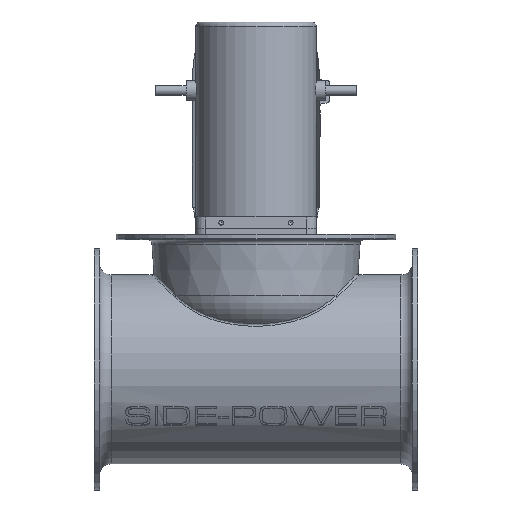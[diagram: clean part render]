
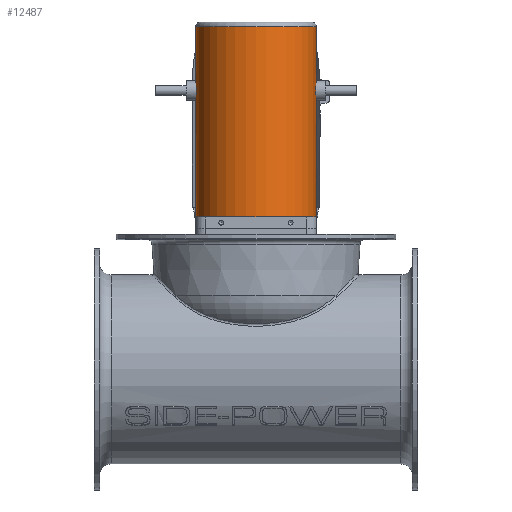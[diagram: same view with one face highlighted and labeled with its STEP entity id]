
A CAD part, left-side view. The second image highlights one B-rep face of the part: STEP entity #12487.
In plain terms, the highlighted cylindrical face has radius 62.5 mm (diameter 125 mm), a full revolution.
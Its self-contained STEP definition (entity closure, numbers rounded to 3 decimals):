
#127=CYLINDRICAL_SURFACE('',#13241,62.5);
#2020=FACE_BOUND('',#4349,.T.);
#2021=FACE_BOUND('',#4350,.T.);
#2022=FACE_BOUND('',#4351,.T.);
#2748=B_SPLINE_CURVE_WITH_KNOTS('',3,(#35155,#35156,#35157,#35158,#35159,
#35160,#35161,#35162,#35163,#35164,#35165,#35166,#35167,#35168,#35169,#35170,
#35171,#35172,#35173,#35174,#35175,#35176,#35177,#35178,#35179,#35180,#35181,
#35182,#35183,#35184,#35185,#35186,#35187,#35188),.UNSPECIFIED.,.T.,.F.,
(4,2,2,2,2,2,2,2,2,2,2,2,2,2,2,2,4),(0.,0.377,0.755,
1.132,1.51,1.887,2.264,2.642,
3.019,3.396,3.774,4.151,4.529,
4.906,5.283,5.661,6.038),
 .UNSPECIFIED.);
#2749=B_SPLINE_CURVE_WITH_KNOTS('',3,(#35193,#35194,#35195,#35196,#35197,
#35198,#35199,#35200,#35201,#35202,#35203,#35204,#35205,#35206,#35207,#35208,
#35209,#35210,#35211,#35212,#35213,#35214,#35215,#35216,#35217,#35218,#35219,
#35220,#35221,#35222,#35223,#35224,#35225,#35226),.UNSPECIFIED.,.T.,.F.,
(4,2,2,2,2,2,2,2,2,2,2,2,2,2,2,2,4),(0.,0.377,0.755,
1.132,1.51,1.887,2.264,2.642,
3.019,3.396,3.774,4.151,4.529,
4.906,5.283,5.661,6.038),
 .UNSPECIFIED.);
#3494=FACE_OUTER_BOUND('',#4348,.T.);
#4348=EDGE_LOOP('',(#10776,#10777,#10778,#10779));
#4349=EDGE_LOOP('',(#10780));
#4350=EDGE_LOOP('',(#10781));
#4351=EDGE_LOOP('',(#10782));
#4698=CIRCLE('',#13223,62.5);
#4700=CIRCLE('',#13228,62.5);
#4702=CIRCLE('',#13232,62.5);
#4704=CIRCLE('',#13237,62.5);
#4706=CIRCLE('',#13240,62.5);
#5732=VERTEX_POINT('',#35154);
#5734=VERTEX_POINT('',#35192);
#5771=VERTEX_POINT('',#35458);
#5773=VERTEX_POINT('',#35464);
#5775=VERTEX_POINT('',#35472);
#5779=VERTEX_POINT('',#35486);
#5782=VERTEX_POINT('',#35501);
#7403=EDGE_CURVE('',#5732,#5732,#2748,.T.);
#7405=EDGE_CURVE('',#5734,#5734,#2749,.T.);
#7447=EDGE_CURVE('',#5771,#5773,#4698,.T.);
#7453=EDGE_CURVE('',#5775,#5771,#4700,.T.);
#7458=EDGE_CURVE('',#5773,#5779,#4702,.T.);
#7463=EDGE_CURVE('',#5779,#5775,#4704,.T.);
#7465=EDGE_CURVE('',#5782,#5782,#4706,.T.);
#10776=ORIENTED_EDGE('',*,*,#7453,.T.);
#10777=ORIENTED_EDGE('',*,*,#7447,.T.);
#10778=ORIENTED_EDGE('',*,*,#7458,.T.);
#10779=ORIENTED_EDGE('',*,*,#7463,.T.);
#10780=ORIENTED_EDGE('',*,*,#7405,.T.);
#10781=ORIENTED_EDGE('',*,*,#7403,.T.);
#10782=ORIENTED_EDGE('',*,*,#7465,.F.);
#12487=ADVANCED_FACE('',(#3494,#2020,#2021,#2022),#127,.T.);
#13223=AXIS2_PLACEMENT_3D('',#35466,#15188,#15189);
#13228=AXIS2_PLACEMENT_3D('',#35478,#15202,#15203);
#13232=AXIS2_PLACEMENT_3D('',#35488,#15213,#15214);
#13237=AXIS2_PLACEMENT_3D('',#35497,#15226,#15227);
#13240=AXIS2_PLACEMENT_3D('',#35502,#15232,#15233);
#13241=AXIS2_PLACEMENT_3D('',#35503,#15234,#15235);
#15188=DIRECTION('center_axis',(0.,0.,
1.));
#15189=DIRECTION('ref_axis',(0.,1.,0.));
#15202=DIRECTION('center_axis',(0.,0.,
1.));
#15203=DIRECTION('ref_axis',(0.,1.,0.));
#15213=DIRECTION('center_axis',(0.,0.,
1.));
#15214=DIRECTION('ref_axis',(0.,1.,0.));
#15226=DIRECTION('center_axis',(0.,0.,
1.));
#15227=DIRECTION('ref_axis',(0.,1.,0.));
#15232=DIRECTION('center_axis',(0.,0.,
1.));
#15233=DIRECTION('ref_axis',(0.,1.,0.));
#15234=DIRECTION('center_axis',(0.,0.,
1.));
#15235=DIRECTION('ref_axis',(0.,1.,0.));
#35154=CARTESIAN_POINT('',(222.322,429.457,342.821));
#35155=CARTESIAN_POINT('Ctrl Pts',(222.322,429.457,342.821));
#35156=CARTESIAN_POINT('Ctrl Pts',(222.322,429.457,344.079));
#35157=CARTESIAN_POINT('Ctrl Pts',(222.07,429.499,345.42));
#35158=CARTESIAN_POINT('Ctrl Pts',(221.049,429.652,347.883));
#35159=CARTESIAN_POINT('Ctrl Pts',(220.28,429.76,349.006));
#35160=CARTESIAN_POINT('Ctrl Pts',(218.506,429.962,350.779));
#35161=CARTESIAN_POINT('Ctrl Pts',(217.383,430.069,351.548));
#35162=CARTESIAN_POINT('Ctrl Pts',(214.92,430.22,352.569));
#35163=CARTESIAN_POINT('Ctrl Pts',(213.58,430.262,352.821));
#35164=CARTESIAN_POINT('Ctrl Pts',(211.064,430.262,352.821));
#35165=CARTESIAN_POINT('Ctrl Pts',(209.724,430.22,352.569));
#35166=CARTESIAN_POINT('Ctrl Pts',(207.261,430.069,351.548));
#35167=CARTESIAN_POINT('Ctrl Pts',(206.138,429.962,350.779));
#35168=CARTESIAN_POINT('Ctrl Pts',(204.364,429.76,349.006));
#35169=CARTESIAN_POINT('Ctrl Pts',(203.595,429.652,347.883));
#35170=CARTESIAN_POINT('Ctrl Pts',(202.574,429.499,345.42));
#35171=CARTESIAN_POINT('Ctrl Pts',(202.322,429.457,344.079));
#35172=CARTESIAN_POINT('Ctrl Pts',(202.322,429.457,341.563));
#35173=CARTESIAN_POINT('Ctrl Pts',(202.574,429.499,340.223));
#35174=CARTESIAN_POINT('Ctrl Pts',(203.595,429.652,337.76));
#35175=CARTESIAN_POINT('Ctrl Pts',(204.364,429.76,336.637));
#35176=CARTESIAN_POINT('Ctrl Pts',(206.138,429.962,334.864));
#35177=CARTESIAN_POINT('Ctrl Pts',(207.261,430.069,334.094));
#35178=CARTESIAN_POINT('Ctrl Pts',(209.724,430.22,333.073));
#35179=CARTESIAN_POINT('Ctrl Pts',(211.064,430.262,332.821));
#35180=CARTESIAN_POINT('Ctrl Pts',(213.58,430.262,332.821));
#35181=CARTESIAN_POINT('Ctrl Pts',(214.92,430.22,333.073));
#35182=CARTESIAN_POINT('Ctrl Pts',(217.383,430.069,334.094));
#35183=CARTESIAN_POINT('Ctrl Pts',(218.506,429.962,334.864));
#35184=CARTESIAN_POINT('Ctrl Pts',(220.28,429.76,336.637));
#35185=CARTESIAN_POINT('Ctrl Pts',(221.049,429.652,337.76));
#35186=CARTESIAN_POINT('Ctrl Pts',(222.07,429.499,340.223));
#35187=CARTESIAN_POINT('Ctrl Pts',(222.322,429.457,341.563));
#35188=CARTESIAN_POINT('Ctrl Pts',(222.322,429.457,342.821));
#35192=CARTESIAN_POINT('',(222.322,306.067,342.821));
#35193=CARTESIAN_POINT('Ctrl Pts',(222.322,306.067,342.821));
#35194=CARTESIAN_POINT('Ctrl Pts',(222.322,306.067,341.563));
#35195=CARTESIAN_POINT('Ctrl Pts',(222.07,306.025,340.223));
#35196=CARTESIAN_POINT('Ctrl Pts',(221.049,305.872,337.76));
#35197=CARTESIAN_POINT('Ctrl Pts',(220.28,305.764,336.637));
#35198=CARTESIAN_POINT('Ctrl Pts',(218.506,305.562,334.864));
#35199=CARTESIAN_POINT('Ctrl Pts',(217.383,305.455,334.094));
#35200=CARTESIAN_POINT('Ctrl Pts',(214.92,305.304,333.073));
#35201=CARTESIAN_POINT('Ctrl Pts',(213.58,305.262,332.821));
#35202=CARTESIAN_POINT('Ctrl Pts',(211.064,305.262,332.821));
#35203=CARTESIAN_POINT('Ctrl Pts',(209.724,305.304,333.073));
#35204=CARTESIAN_POINT('Ctrl Pts',(207.261,305.455,334.094));
#35205=CARTESIAN_POINT('Ctrl Pts',(206.138,305.562,334.864));
#35206=CARTESIAN_POINT('Ctrl Pts',(204.364,305.764,336.637));
#35207=CARTESIAN_POINT('Ctrl Pts',(203.595,305.872,337.76));
#35208=CARTESIAN_POINT('Ctrl Pts',(202.574,306.025,340.223));
#35209=CARTESIAN_POINT('Ctrl Pts',(202.322,306.067,341.563));
#35210=CARTESIAN_POINT('Ctrl Pts',(202.322,306.067,344.079));
#35211=CARTESIAN_POINT('Ctrl Pts',(202.574,306.025,345.42));
#35212=CARTESIAN_POINT('Ctrl Pts',(203.595,305.872,347.883));
#35213=CARTESIAN_POINT('Ctrl Pts',(204.364,305.764,349.006));
#35214=CARTESIAN_POINT('Ctrl Pts',(206.138,305.562,350.779));
#35215=CARTESIAN_POINT('Ctrl Pts',(207.261,305.455,351.548));
#35216=CARTESIAN_POINT('Ctrl Pts',(209.724,305.304,352.569));
#35217=CARTESIAN_POINT('Ctrl Pts',(211.064,305.262,352.821));
#35218=CARTESIAN_POINT('Ctrl Pts',(213.58,305.262,352.821));
#35219=CARTESIAN_POINT('Ctrl Pts',(214.92,305.304,352.569));
#35220=CARTESIAN_POINT('Ctrl Pts',(217.383,305.455,351.548));
#35221=CARTESIAN_POINT('Ctrl Pts',(218.506,305.562,350.779));
#35222=CARTESIAN_POINT('Ctrl Pts',(220.28,305.764,349.006));
#35223=CARTESIAN_POINT('Ctrl Pts',(221.049,305.872,347.883));
#35224=CARTESIAN_POINT('Ctrl Pts',(222.07,306.025,345.42));
#35225=CARTESIAN_POINT('Ctrl Pts',(222.322,306.067,344.079));
#35226=CARTESIAN_POINT('Ctrl Pts',(222.322,306.067,342.821));
#35458=CARTESIAN_POINT('',(274.822,367.762,211.821));
#35464=CARTESIAN_POINT('',(212.322,430.262,211.821));
#35466=CARTESIAN_POINT('Origin',(212.322,367.762,211.821));
#35472=CARTESIAN_POINT('',(212.322,305.262,211.821));
#35478=CARTESIAN_POINT('Origin',(212.322,367.762,211.821));
#35486=CARTESIAN_POINT('',(149.822,367.762,211.821));
#35488=CARTESIAN_POINT('Origin',(212.322,367.762,211.821));
#35497=CARTESIAN_POINT('Origin',(212.322,367.762,211.821));
#35501=CARTESIAN_POINT('',(212.322,305.262,408.821));
#35502=CARTESIAN_POINT('Origin',(212.322,367.762,408.821));
#35503=CARTESIAN_POINT('Origin',(212.322,367.762,211.821));
